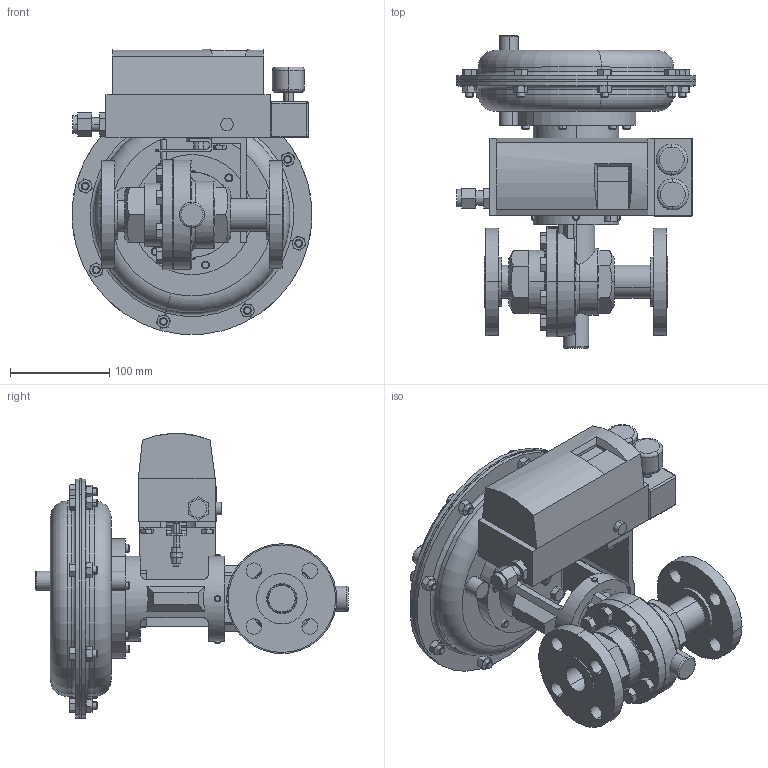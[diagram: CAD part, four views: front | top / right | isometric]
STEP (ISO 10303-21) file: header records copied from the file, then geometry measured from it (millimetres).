
FILE_DESCRIPTION (( 'STEP AP203' ), '1' );
FILE_NAME ('70SP-100-DI+BR-F5-35M-16IQ.STEP', '2017-09-11T17:59:02', ( '' ), ( '' ), 'SwSTEP 2.0', 'SolidWorks 2014', '' );
FILE_SCHEMA (( 'CONFIG_CONTROL_DESIGN' ));
Length unit declared in the file: inch
Products named in the file (1): 70SP-100-DI+BR-F5-35M-16IQ
Bounding box: 240.92 x 313.73 x 286.54 mm (x, y, z)
Volume: 4945727.6 mm3; surface area: 672173.4 mm2
Topology: 58 solids, 58 shells, 1184 faces, 2610 edges, 1591 vertices
Faces by surface type: plane 527, cone 366, cylinder 214, bspline 38, torus 37, sphere 2
Entity records: 41935 total; most frequent: CARTESIAN_POINT 16698, ORIENTED_EDGE 5196, DIRECTION 5093, EDGE_CURVE 2598, AXIS2_PLACEMENT_3D 2020, VERTEX_POINT 1591, EDGE_LOOP 1273, ADVANCED_FACE 1184
